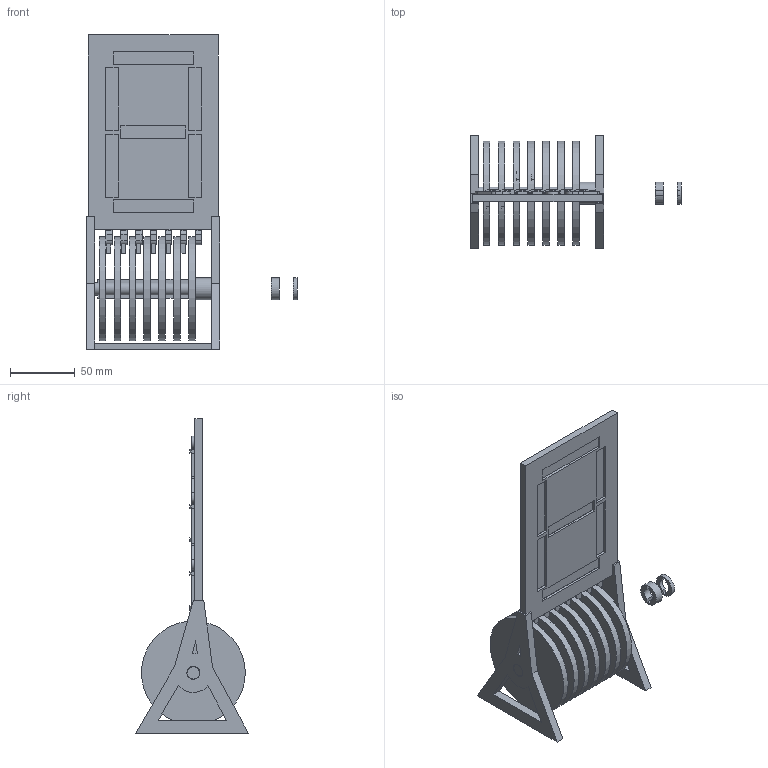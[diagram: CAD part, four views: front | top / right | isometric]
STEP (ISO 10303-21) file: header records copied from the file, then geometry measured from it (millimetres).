
FILE_DESCRIPTION(/* description */ (''),/* implementation_level */ '2;1');
FILE_NAME(/* name */ 'prototype1.step',/* time_stamp */ '2019-02-04T20:02:50+01:00',/* author */ ('swepet'),/* organization */ (''),/* preprocessor_version */ 'ST-DEVELOPER v17.2',/* originating_system */ 'Autodesk Translation Framework v7.6.0.251',/* authorisation */ '');
FILE_SCHEMA (('AUTOMOTIVE_DESIGN { 1 0 10303 214 3 1 1 }'));
Products named in the file (24): MekDisp3; Base; top_bot_digit; center_digit; side_digit; side_digit (1); side_digit (2); side_digit (3); top_bot_digit (1); bottom; wheel_pin_1; wheel_pin_2; wheel_pin_3; wheel_pin_4; wheel_pin_5; wheel_pin_6; wheel_pim_7; pin_shaft; mount; mount (1); distance; distance (1); distance (1) (1); mountbar
Assembly tree (23 placements, depth 2):
  MekDisp3
    Base
    top_bot_digit
    center_digit
    side_digit
    side_digit (1)
    side_digit (2)
    side_digit (3)
    top_bot_digit (1)
    bottom
    wheel_pin_1
    wheel_pin_2
    wheel_pin_3
    wheel_pin_4
    wheel_pin_5
    wheel_pin_6
    wheel_pim_7
    pin_shaft
    mount
    mount (1)
    distance
    distance (1)
    distance (1) (1)
    mountbar
Bounding box: 161.95 x 86.79 x 241.92 mm (x, y, z)
Volume: 281496.3 mm3; surface area: 199272.3 mm2
Topology: 37 solids, 37 shells, 2713 faces, 7431 edges, 4915 vertices
Faces by surface type: bspline 1344, plane 1093, cylinder 276
Full cylindrical faces by diameter (mm): 3 x21, 3.5 x3, 9.5 x1, 17 x3, 80 x7
Entity records: 99353 total; most frequent: CARTESIAN_POINT 38146, ORIENTED_EDGE 14862, DIRECTION 8274, EDGE_CURVE 7431, VERTEX_POINT 4915, LINE 4226, VECTOR 4226, EDGE_LOOP 2924
